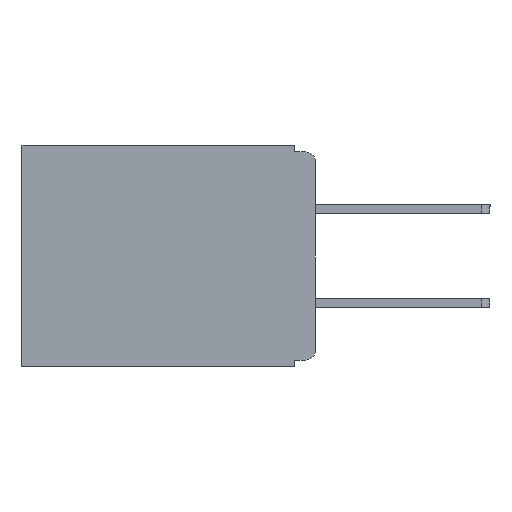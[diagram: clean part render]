
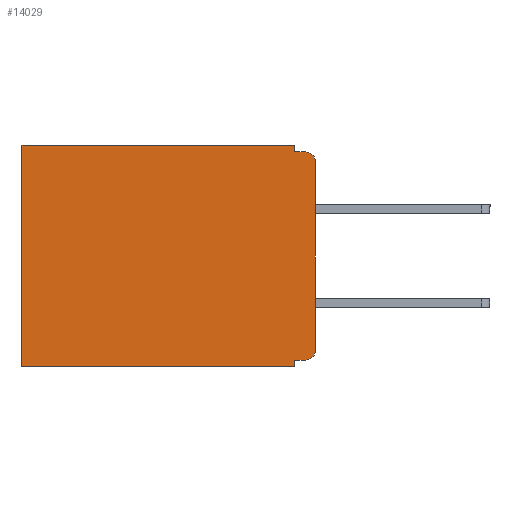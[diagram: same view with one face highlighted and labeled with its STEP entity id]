
A CAD part, left-side view. The second image highlights one B-rep face of the part: STEP entity #14029.
In plain terms, the highlighted planar face has unit normal (-1, 0, 0).
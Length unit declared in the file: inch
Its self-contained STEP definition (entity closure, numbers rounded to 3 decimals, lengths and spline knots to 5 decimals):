
#38 = CARTESIAN_POINT ( 'NONE',  ( 0.3, 0., -0.33 ) ) ;
#323 = VECTOR ( 'NONE', #8739, 39.37008 ) ;
#366 = VERTEX_POINT ( 'NONE', #15039 ) ;
#779 = CIRCLE ( 'NONE', #12905, 0.015 ) ;
#1063 = VERTEX_POINT ( 'NONE', #5333 ) ;
#1104 = VERTEX_POINT ( 'NONE', #17707 ) ;
#1688 = ORIENTED_EDGE ( 'NONE', *, *, #6672, .F. ) ;
#1755 = PLANE ( 'NONE',  #9339 ) ;
#2034 = ORIENTED_EDGE ( 'NONE', *, *, #16645, .F. ) ;
#2235 = VERTEX_POINT ( 'NONE', #15312 ) ;
#2257 = VERTEX_POINT ( 'NONE', #4505 ) ;
#2668 = DIRECTION ( 'NONE',  ( -1., 0., 0. ) ) ;
#2925 = ORIENTED_EDGE ( 'NONE', *, *, #6726, .F. ) ;
#3162 = CARTESIAN_POINT ( 'NONE',  ( 0.3, 0.031, 0. ) ) ;
#3446 = DIRECTION ( 'NONE',  ( 0., 0., -1. ) ) ;
#3547 = LINE ( 'NONE', #4562, #7881 ) ;
#3657 = LINE ( 'NONE', #9296, #11661 ) ;
#3914 = DIRECTION ( 'NONE',  ( 0., 1., 0. ) ) ;
#3981 = CARTESIAN_POINT ( 'NONE',  ( 0.3, 0., -0.33 ) ) ;
#4186 = LINE ( 'NONE', #10830, #12164 ) ;
#4476 = CARTESIAN_POINT ( 'NONE',  ( 0.3, 0., -0.025 ) ) ;
#4505 = CARTESIAN_POINT ( 'NONE',  ( 0.3, 0.031, -0.33 ) ) ;
#4530 = CARTESIAN_POINT ( 'NONE',  ( 0.3, 0.437, 0. ) ) ;
#4562 = CARTESIAN_POINT ( 'NONE',  ( 0.3, 0., 0. ) ) ;
#4914 = EDGE_CURVE ( 'NONE', #366, #1063, #16798, .T. ) ;
#5242 = ORIENTED_EDGE ( 'NONE', *, *, #14992, .T. ) ;
#5333 = CARTESIAN_POINT ( 'NONE',  ( 0.3, 0.015, -0.01 ) ) ;
#6459 = VERTEX_POINT ( 'NONE', #11596 ) ;
#6672 = EDGE_CURVE ( 'NONE', #2257, #1104, #9969, .T. ) ;
#6726 = EDGE_CURVE ( 'NONE', #6459, #2235, #4186, .T. ) ;
#7198 = LINE ( 'NONE', #18115, #15036 ) ;
#7240 = CARTESIAN_POINT ( 'NONE',  ( 0.3, 0., -0.33 ) ) ;
#7881 = VECTOR ( 'NONE', #10898, 39.37008 ) ;
#8124 = DIRECTION ( 'NONE',  ( -1., 0., 0. ) ) ;
#8621 = CARTESIAN_POINT ( 'NONE',  ( 0.3, 0., -0.01 ) ) ;
#8722 = ORIENTED_EDGE ( 'NONE', *, *, #13071, .F. ) ;
#8739 = DIRECTION ( 'NONE',  ( 0., -1., 0. ) ) ;
#9296 = CARTESIAN_POINT ( 'NONE',  ( 0.3, 0.031, 0. ) ) ;
#9339 = AXIS2_PLACEMENT_3D ( 'NONE', #38, #12970, #3446 ) ;
#9969 = LINE ( 'NONE', #3981, #10464 ) ;
#10464 = VECTOR ( 'NONE', #3914, 39.37008 ) ;
#10617 = DIRECTION ( 'NONE',  ( 0., 0., -1. ) ) ;
#10727 = CIRCLE ( 'NONE', #15484, 0.015 ) ;
#10830 = CARTESIAN_POINT ( 'NONE',  ( 0.3, 0., -0.32 ) ) ;
#10898 = DIRECTION ( 'NONE',  ( 0., 1., 0. ) ) ;
#11596 = CARTESIAN_POINT ( 'NONE',  ( 0.3, 0.015, -0.32 ) ) ;
#11661 = VECTOR ( 'NONE', #16983, 39.37008 ) ;
#12027 = VECTOR ( 'NONE', #15522, 39.37008 ) ;
#12164 = VECTOR ( 'NONE', #12328, 39.37008 ) ;
#12249 = CARTESIAN_POINT ( 'NONE',  ( 0.3, 0.015, -0.305 ) ) ;
#12328 = DIRECTION ( 'NONE',  ( 0., 1., 0. ) ) ;
#12569 = ORIENTED_EDGE ( 'NONE', *, *, #19602, .F. ) ;
#12905 = AXIS2_PLACEMENT_3D ( 'NONE', #17336, #8124, #18842 ) ;
#12970 = DIRECTION ( 'NONE',  ( 1., 0., 0. ) ) ;
#13071 = EDGE_CURVE ( 'NONE', #2235, #2257, #7198, .T. ) ;
#13074 = EDGE_LOOP ( 'NONE', ( #12569, #15078, #13133, #2034, #19436, #16174, #1688, #8722, #2925, #5242 ) ) ;
#13133 = ORIENTED_EDGE ( 'NONE', *, *, #4914, .F. ) ;
#13825 = VERTEX_POINT ( 'NONE', #4530 ) ;
#13839 = DIRECTION ( 'NONE',  ( 0., 0., -1. ) ) ;
#14029 = ADVANCED_FACE ( 'NONE', ( #16786 ), #1755, .F. ) ;
#14992 = EDGE_CURVE ( 'NONE', #6459, #19992, #10727, .T. ) ;
#15036 = VECTOR ( 'NONE', #10617, 39.37008 ) ;
#15039 = CARTESIAN_POINT ( 'NONE',  ( 0.3, 0.031, -0.01 ) ) ;
#15078 = ORIENTED_EDGE ( 'NONE', *, *, #15538, .T. ) ;
#15312 = CARTESIAN_POINT ( 'NONE',  ( 0.3, 0.031, -0.32 ) ) ;
#15484 = AXIS2_PLACEMENT_3D ( 'NONE', #12249, #2668, #13839 ) ;
#15522 = DIRECTION ( 'NONE',  ( 0., 0., -1. ) ) ;
#15538 = EDGE_CURVE ( 'NONE', #16061, #1063, #779, .T. ) ;
#15647 = VECTOR ( 'NONE', #18031, 39.37008 ) ;
#16061 = VERTEX_POINT ( 'NONE', #4476 ) ;
#16079 = CARTESIAN_POINT ( 'NONE',  ( 0.3, 0., -0.305 ) ) ;
#16131 = LINE ( 'NONE', #19935, #12027 ) ;
#16174 = ORIENTED_EDGE ( 'NONE', *, *, #19187, .T. ) ;
#16645 = EDGE_CURVE ( 'NONE', #19883, #366, #3657, .T. ) ;
#16786 = FACE_OUTER_BOUND ( 'NONE', #13074, .T. ) ;
#16798 = LINE ( 'NONE', #8621, #323 ) ;
#16983 = DIRECTION ( 'NONE',  ( 0., 0., -1. ) ) ;
#17336 = CARTESIAN_POINT ( 'NONE',  ( 0.3, 0.015, -0.025 ) ) ;
#17707 = CARTESIAN_POINT ( 'NONE',  ( 0.3, 0.437, -0.33 ) ) ;
#18031 = DIRECTION ( 'NONE',  ( 0., 0., -1. ) ) ;
#18115 = CARTESIAN_POINT ( 'NONE',  ( 0.3, 0.031, -0.33 ) ) ;
#18842 = DIRECTION ( 'NONE',  ( 0., 0., -1. ) ) ;
#19187 = EDGE_CURVE ( 'NONE', #13825, #1104, #16131, .T. ) ;
#19213 = EDGE_CURVE ( 'NONE', #19883, #13825, #3547, .T. ) ;
#19436 = ORIENTED_EDGE ( 'NONE', *, *, #19213, .T. ) ;
#19602 = EDGE_CURVE ( 'NONE', #16061, #19992, #20058, .T. ) ;
#19883 = VERTEX_POINT ( 'NONE', #3162 ) ;
#19935 = CARTESIAN_POINT ( 'NONE',  ( 0.3, 0.437, -0.33 ) ) ;
#19992 = VERTEX_POINT ( 'NONE', #16079 ) ;
#20058 = LINE ( 'NONE', #7240, #15647 ) ;
